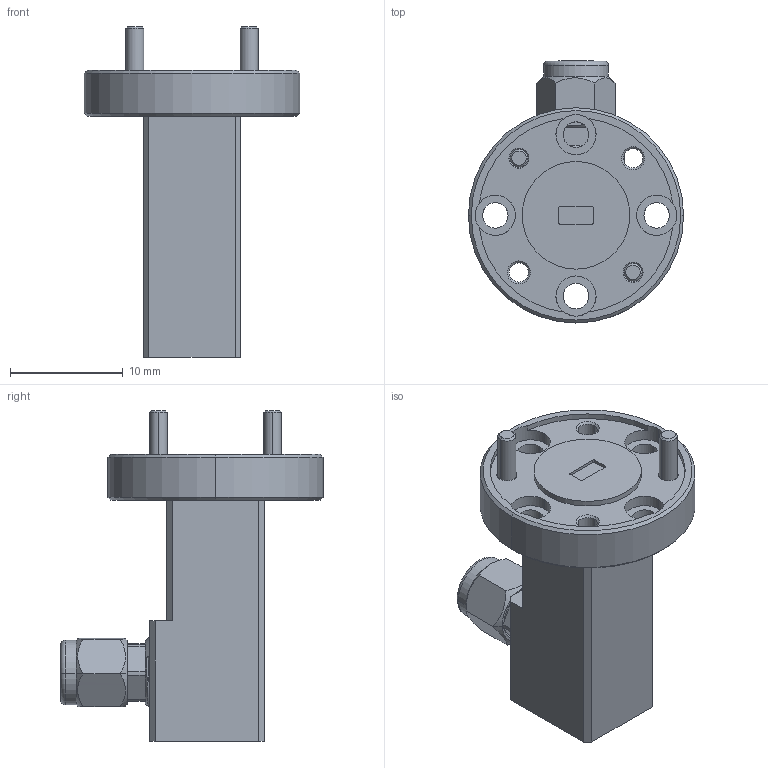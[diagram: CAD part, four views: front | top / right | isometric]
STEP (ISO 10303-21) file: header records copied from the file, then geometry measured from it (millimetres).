
FILE_DESCRIPTION (( 'STEP AP214' ), '1' );
FILE_NAME ('SWC-121M-R1.STEP', '2022-12-19T18:54:15', ( '' ), ( '' ), 'SwSTEP 2.0', 'SolidWorks 2021', '' );
FILE_SCHEMA (( 'AUTOMOTIVE_DESIGN' ));
Length unit declared in the file: inch
Products named in the file (1): SWC-121M-R1
Bounding box: 19.05 x 23.22 x 29.27 mm (x, y, z)
Volume: 2884 mm3; surface area: 2214.1 mm2
Topology: 5 solids, 5 shells, 192 faces, 458 edges, 289 vertices
Faces by surface type: cylinder 82, plane 65, cone 38, bspline 5, torus 2
Entity records: 7123 total; most frequent: CARTESIAN_POINT 2521, DIRECTION 981, ORIENTED_EDGE 916, EDGE_CURVE 458, AXIS2_PLACEMENT_3D 387, VERTEX_POINT 289, EDGE_LOOP 223, LINE 207
